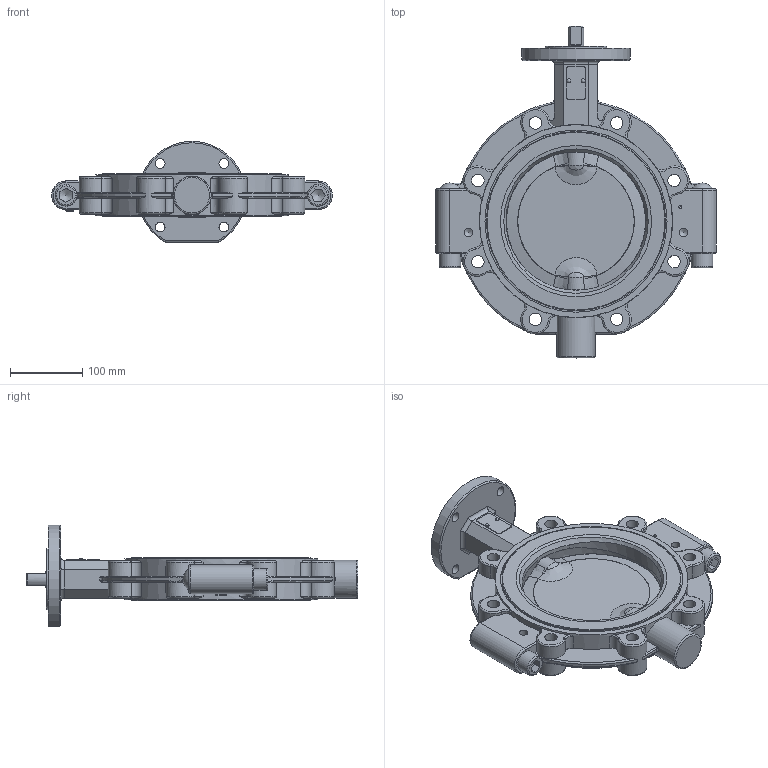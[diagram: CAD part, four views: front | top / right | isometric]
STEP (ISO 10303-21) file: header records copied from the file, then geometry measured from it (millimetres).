
FILE_DESCRIPTION(/* description */ (''),/* implementation_level */ '2;1');
FILE_NAME(/* name */ 'T214-C DN200.stp',/* time_stamp */ '2019-01-08T13:38:39+01:00',/* author */ ('hellwig'),/* organization */ (''),/* preprocessor_version */ 'ST-DEVELOPER v16.5',/* originating_system */ 'Autodesk Inventor 2017',/* authorisation */ '');
FILE_SCHEMA (('CONFIG_CONTROL_DESIGN'));
Products named in the file (1): M17188
Bounding box: 390 x 461 x 140.8 mm (x, y, z)
Volume: 3310594.4 mm3; surface area: 499554.3 mm2
Topology: 1 solids, 9 shells, 1196 faces, 3170 edges, 2025 vertices
Faces by surface type: bspline 471, plane 371, cylinder 186, torus 110, cone 48, sphere 10
Full cylindrical faces by diameter (mm): 3 x4, 3.2 x2, 4.134 x1, 12 x3, 13.5 x4, 17.294 x10, 20 x2, 20.5 x2, 22 x3, 23 x1, 25 x3, 27 x2, 27.2 x1, 30 x3, 38 x2, 53 x1, 84.9 x1, 201.5 x1, 204.4 x2, 249 x2, 253 x2, 268 x2
Entity records: 53915 total; most frequent: CARTESIAN_POINT 26596, ORIENTED_EDGE 6000, DIRECTION 4183, EDGE_CURVE 3000, VERTEX_POINT 1982, AXIS2_PLACEMENT_3D 1488, EDGE_LOOP 1402, LINE 1207
